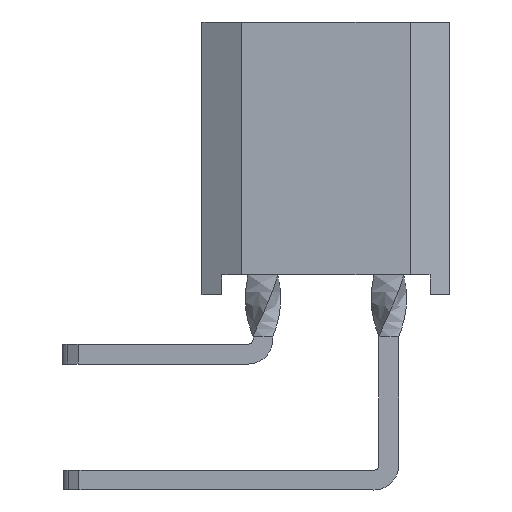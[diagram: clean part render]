
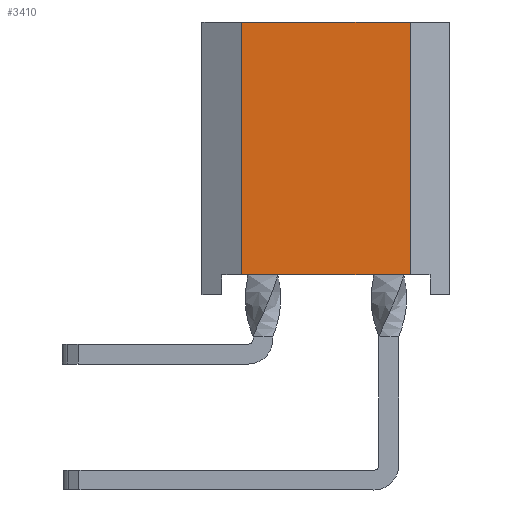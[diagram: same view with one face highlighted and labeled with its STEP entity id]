
A CAD part, left-side view. The second image highlights one B-rep face of the part: STEP entity #3410.
In plain terms, the highlighted planar face has unit normal (-1, 0, 0).
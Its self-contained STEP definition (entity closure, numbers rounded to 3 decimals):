
#252=PLANE('',#3789);
#390=FACE_OUTER_BOUND('',#570,.T.);
#570=EDGE_LOOP('',(#2792,#2793,#2794,#2795));
#884=LINE('',#5279,#1274);
#903=LINE('',#5318,#1293);
#943=LINE('',#5401,#1333);
#946=LINE('',#5406,#1336);
#1274=VECTOR('',#4275,10.);
#1293=VECTOR('',#4306,10.);
#1333=VECTOR('',#4394,10.);
#1336=VECTOR('',#4401,10.);
#1647=VERTEX_POINT('',#5276);
#1648=VERTEX_POINT('',#5278);
#1661=VERTEX_POINT('',#5315);
#1662=VERTEX_POINT('',#5317);
#2020=EDGE_CURVE('',#1647,#1648,#884,.T.);
#2039=EDGE_CURVE('',#1662,#1661,#903,.T.);
#2079=EDGE_CURVE('',#1647,#1662,#943,.T.);
#2082=EDGE_CURVE('',#1661,#1648,#946,.T.);
#2792=ORIENTED_EDGE('',*,*,#2079,.T.);
#2793=ORIENTED_EDGE('',*,*,#2039,.T.);
#2794=ORIENTED_EDGE('',*,*,#2082,.T.);
#2795=ORIENTED_EDGE('',*,*,#2020,.F.);
#3410=ADVANCED_FACE('',(#390),#252,.T.);
#3789=AXIS2_PLACEMENT_3D('',#5408,#4403,#4404);
#4275=DIRECTION('',(0.,0.,-1.));
#4306=DIRECTION('',(0.,0.,-1.));
#4394=DIRECTION('',(0.,1.,0.));
#4401=DIRECTION('',(0.,-1.,0.));
#4403=DIRECTION('center_axis',(-1.,0.,0.));
#4404=DIRECTION('ref_axis',(0.,0.,1.));
#5276=CARTESIAN_POINT('',(13.61,-0.1,-0.8));
#5278=CARTESIAN_POINT('',(13.61,-0.1,-4.2));
#5279=CARTESIAN_POINT('',(13.61,-0.1,0.));
#5315=CARTESIAN_POINT('',(13.61,5.,-4.2));
#5317=CARTESIAN_POINT('',(13.61,5.,-0.8));
#5318=CARTESIAN_POINT('',(13.61,5.,0.));
#5401=CARTESIAN_POINT('',(13.61,5.,-0.8));
#5406=CARTESIAN_POINT('',(13.61,5.,-4.2));
#5408=CARTESIAN_POINT('Origin',(13.61,5.,0.));
